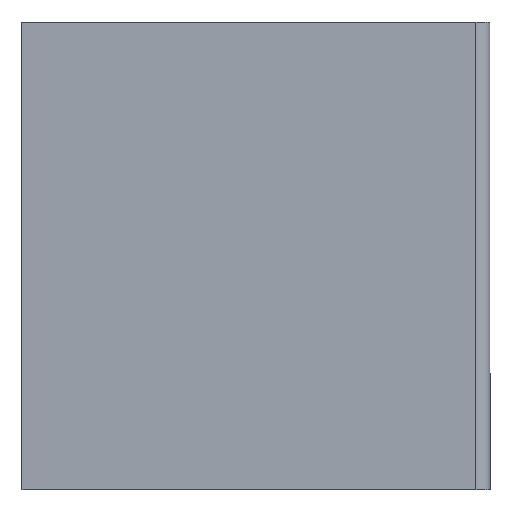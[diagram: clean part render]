
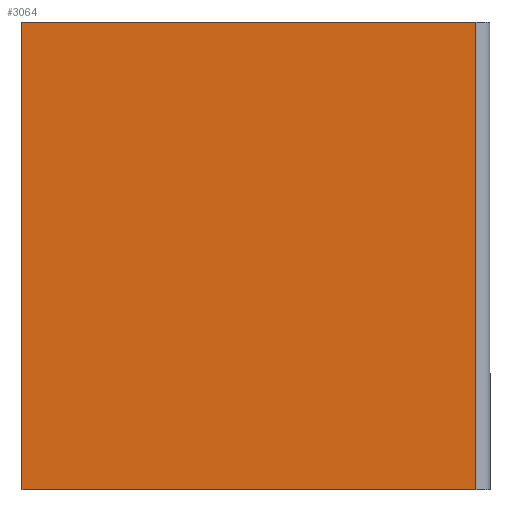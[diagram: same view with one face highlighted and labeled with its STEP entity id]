
A CAD part, left-side view. The second image highlights one B-rep face of the part: STEP entity #3064.
In plain terms, the highlighted planar face has unit normal (-1, 0, 0).
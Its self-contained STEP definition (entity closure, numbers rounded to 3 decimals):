
#88 = CARTESIAN_POINT ( 'NONE',  ( -3., 1.1, -2.5 ) ) ;
#250 = AXIS2_PLACEMENT_3D ( 'NONE', #3115, #2075, #738 ) ;
#260 = LINE ( 'NONE', #1241, #1851 ) ;
#283 = CARTESIAN_POINT ( 'NONE',  ( -3., 1.1, -2.5 ) ) ;
#315 = FACE_OUTER_BOUND ( 'NONE', #1670, .T. ) ;
#338 = VECTOR ( 'NONE', #2283, 1000. ) ;
#456 = CARTESIAN_POINT ( 'NONE',  ( -3., 1.1, 2.5 ) ) ;
#485 = VERTEX_POINT ( 'NONE', #3340 ) ;
#504 = DIRECTION ( 'NONE',  ( 0., 0., -1. ) ) ;
#629 = LINE ( 'NONE', #2587, #1977 ) ;
#738 = DIRECTION ( 'NONE',  ( 0., 0., -1. ) ) ;
#818 = VECTOR ( 'NONE', #1550, 1000. ) ;
#919 = EDGE_CURVE ( 'NONE', #1707, #1525, #629, .T. ) ;
#1064 = EDGE_CURVE ( 'NONE', #485, #1707, #260, .T. ) ;
#1241 = CARTESIAN_POINT ( 'NONE',  ( -3., 1.1, 2.5 ) ) ;
#1270 = PLANE ( 'NONE',  #250 ) ;
#1392 = EDGE_CURVE ( 'NONE', #3358, #485, #1810, .T. ) ;
#1525 = VERTEX_POINT ( 'NONE', #2082 ) ;
#1550 = DIRECTION ( 'NONE',  ( 0., 1., 0. ) ) ;
#1670 = EDGE_LOOP ( 'NONE', ( #2519, #2412, #2453, #2223 ) ) ;
#1707 = VERTEX_POINT ( 'NONE', #2197 ) ;
#1810 = LINE ( 'NONE', #456, #338 ) ;
#1851 = VECTOR ( 'NONE', #2101, 1000. ) ;
#1977 = VECTOR ( 'NONE', #504, 1000. ) ;
#2075 = DIRECTION ( 'NONE',  ( -1., 0., 0. ) ) ;
#2082 = CARTESIAN_POINT ( 'NONE',  ( -3., -3.75, -2.5 ) ) ;
#2101 = DIRECTION ( 'NONE',  ( 0., -1., 0. ) ) ;
#2197 = CARTESIAN_POINT ( 'NONE',  ( -3., -3.75, 2.5 ) ) ;
#2223 = ORIENTED_EDGE ( 'NONE', *, *, #919, .F. ) ;
#2283 = DIRECTION ( 'NONE',  ( 0., 0., 1. ) ) ;
#2412 = ORIENTED_EDGE ( 'NONE', *, *, #1392, .F. ) ;
#2453 = ORIENTED_EDGE ( 'NONE', *, *, #3221, .F. ) ;
#2519 = ORIENTED_EDGE ( 'NONE', *, *, #1064, .F. ) ;
#2587 = CARTESIAN_POINT ( 'NONE',  ( -3., -3.75, 2.5 ) ) ;
#2851 = LINE ( 'NONE', #283, #818 ) ;
#3064 = ADVANCED_FACE ( 'NONE', ( #315 ), #1270, .T. ) ;
#3115 = CARTESIAN_POINT ( 'NONE',  ( -3., 0., 0. ) ) ;
#3221 = EDGE_CURVE ( 'NONE', #1525, #3358, #2851, .T. ) ;
#3340 = CARTESIAN_POINT ( 'NONE',  ( -3., 1.1, 2.5 ) ) ;
#3358 = VERTEX_POINT ( 'NONE', #88 ) ;
